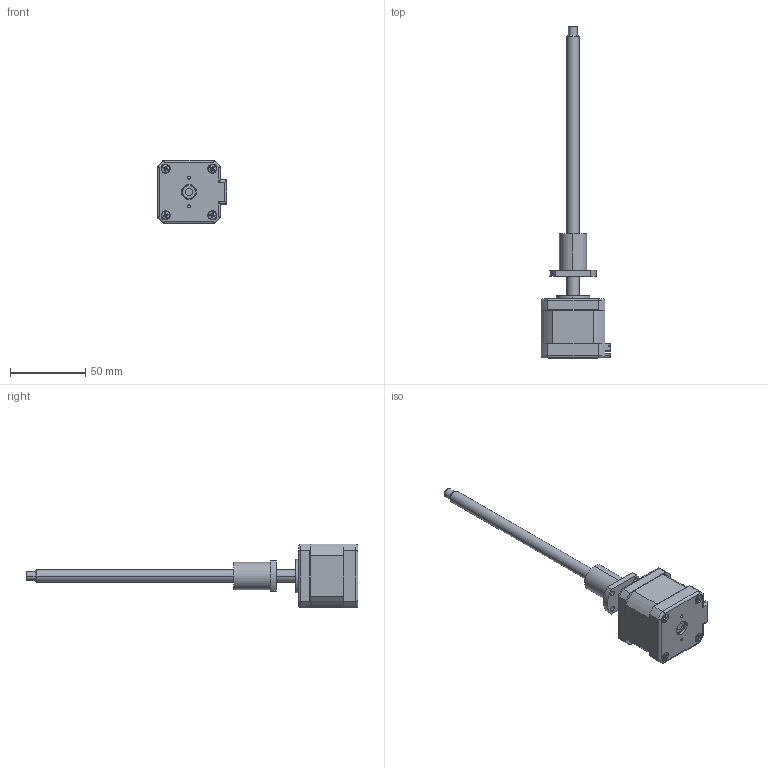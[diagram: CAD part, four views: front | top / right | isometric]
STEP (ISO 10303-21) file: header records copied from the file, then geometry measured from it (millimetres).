
FILE_DESCRIPTION (( 'STEP AP203' ), '1' );
FILE_NAME ('BE172S-B0805-175-FF1-S-200.STEP', '2021-04-26T08:14:54', ( '2012dnd.com' ), ( '2012dnd.com' ), 'SwSTEP 2.0', 'SolidWorks 2014', '' );
FILE_SCHEMA (( 'CONFIG_CONTROL_DESIGN' ));
Length unit declared in the file: millimetre
Products named in the file (1): BE172S-B0805-175-FF1-S-200
Bounding box: 46.2 x 220.3 x 42.2 mm (x, y, z)
Surface area: 22684 mm2 (no closed solid volume)
Topology: 0 solids, 16 shells, 290 faces, 976 edges, 685 vertices
Faces by surface type: plane 146, cylinder 78, cone 44, torus 14, sphere 8
Entity records: 11273 total; most frequent: CARTESIAN_POINT 2797, DIRECTION 1707, ORIENTED_EDGE 1622, EDGE_CURVE 976, VERTEX_POINT 685, AXIS2_PLACEMENT_3D 571, LINE 565, VECTOR 565
